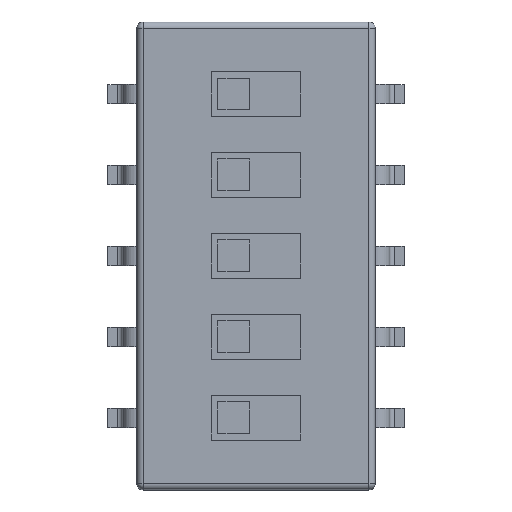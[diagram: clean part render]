
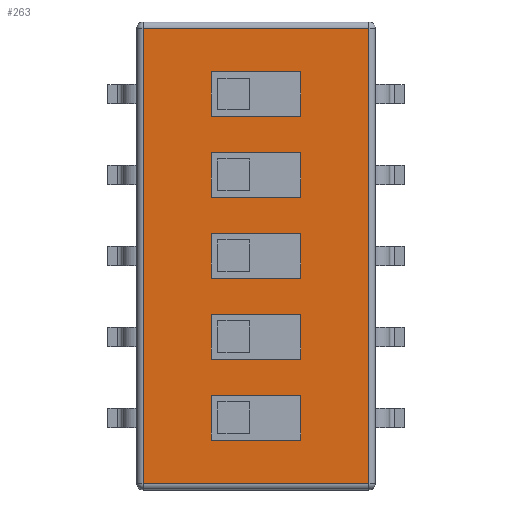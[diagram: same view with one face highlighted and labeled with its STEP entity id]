
A CAD part, top view. The second image highlights one B-rep face of the part: STEP entity #263.
In plain terms, the highlighted planar face has unit normal (0, 0, 1).
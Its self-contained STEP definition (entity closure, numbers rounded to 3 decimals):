
#13=DIRECTION('',(0.,0.,1.));
#14=DIRECTION('',(1.,0.,0.));
#81=VECTOR('',#82,1.);
#82=DIRECTION('',(0.,1.,0.));
#106=DIRECTION('',(-1.,0.,0.));
#149=VERTEX_POINT('',#150);
#150=CARTESIAN_POINT('',(-3.545,-7.14,4.45));
#155=EDGE_CURVE('',#149,#156,#158,.T.);
#156=VERTEX_POINT('',#157);
#157=CARTESIAN_POINT('',(-3.545,7.14,4.45));
#158=LINE('',#159,#81);
#159=CARTESIAN_POINT('',(-3.545,-7.34,4.45));
#219=VECTOR('',#14,1.);
#263=ADVANCED_FACE('',(#264,#283,#310,#336,#362,#388),#414,.T.);
#264=FACE_BOUND('',#265,.T.);
#265=EDGE_LOOP('',(#266,#267,#273,#279));
#266=ORIENTED_EDGE('',*,*,#155,.F.);
#267=ORIENTED_EDGE('',*,*,#268,.T.);
#268=EDGE_CURVE('',#149,#269,#271,.T.);
#269=VERTEX_POINT('',#270);
#270=CARTESIAN_POINT('',(3.545,-7.14,4.45));
#271=LINE('',#272,#219);
#272=CARTESIAN_POINT('',(-3.745,-7.14,4.45));
#273=ORIENTED_EDGE('',*,*,#274,.T.);
#274=EDGE_CURVE('',#269,#275,#277,.T.);
#275=VERTEX_POINT('',#276);
#276=CARTESIAN_POINT('',(3.545,7.14,4.45));
#277=LINE('',#278,#81);
#278=CARTESIAN_POINT('',(3.545,-7.34,4.45));
#279=ORIENTED_EDGE('',*,*,#280,.F.);
#280=EDGE_CURVE('',#156,#275,#281,.T.);
#281=LINE('',#282,#219);
#282=CARTESIAN_POINT('',(-3.745,7.14,4.45));
#283=FACE_BOUND('',#284,.T.);
#284=EDGE_LOOP('',(#285,#294,#300,#306));
#285=ORIENTED_EDGE('',*,*,#286,.T.);
#286=EDGE_CURVE('',#287,#289,#291,.T.);
#287=VERTEX_POINT('',#288);
#288=CARTESIAN_POINT('',(1.4,-5.78,4.45));
#289=VERTEX_POINT('',#290);
#290=CARTESIAN_POINT('',(-1.4,-5.78,4.45));
#291=LINE('',#292,#293);
#292=CARTESIAN_POINT('',(-2.573,-5.78,4.45));
#293=VECTOR('',#106,1.);
#294=ORIENTED_EDGE('',*,*,#295,.T.);
#295=EDGE_CURVE('',#289,#296,#298,.T.);
#296=VERTEX_POINT('',#297);
#297=CARTESIAN_POINT('',(-1.4,-4.38,4.45));
#298=LINE('',#299,#81);
#299=CARTESIAN_POINT('',(-1.4,-6.56,4.45));
#300=ORIENTED_EDGE('',*,*,#301,.F.);
#301=EDGE_CURVE('',#302,#296,#304,.T.);
#302=VERTEX_POINT('',#303);
#303=CARTESIAN_POINT('',(1.4,-4.38,4.45));
#304=LINE('',#305,#293);
#305=CARTESIAN_POINT('',(-2.573,-4.38,4.45));
#306=ORIENTED_EDGE('',*,*,#307,.F.);
#307=EDGE_CURVE('',#287,#302,#308,.T.);
#308=LINE('',#309,#81);
#309=CARTESIAN_POINT('',(1.4,-6.56,4.45));
#310=FACE_BOUND('',#311,.T.);
#311=EDGE_LOOP('',(#312,#320,#326,#332));
#312=ORIENTED_EDGE('',*,*,#313,.T.);
#313=EDGE_CURVE('',#314,#316,#318,.T.);
#314=VERTEX_POINT('',#315);
#315=CARTESIAN_POINT('',(1.4,-3.24,4.45));
#316=VERTEX_POINT('',#317);
#317=CARTESIAN_POINT('',(-1.4,-3.24,4.45));
#318=LINE('',#319,#293);
#319=CARTESIAN_POINT('',(-2.573,-3.24,4.45));
#320=ORIENTED_EDGE('',*,*,#321,.T.);
#321=EDGE_CURVE('',#316,#322,#324,.T.);
#322=VERTEX_POINT('',#323);
#323=CARTESIAN_POINT('',(-1.4,-1.84,4.45));
#324=LINE('',#325,#81);
#325=CARTESIAN_POINT('',(-1.4,-5.29,4.45));
#326=ORIENTED_EDGE('',*,*,#327,.F.);
#327=EDGE_CURVE('',#328,#322,#330,.T.);
#328=VERTEX_POINT('',#329);
#329=CARTESIAN_POINT('',(1.4,-1.84,4.45));
#330=LINE('',#331,#293);
#331=CARTESIAN_POINT('',(-2.573,-1.84,4.45));
#332=ORIENTED_EDGE('',*,*,#333,.F.);
#333=EDGE_CURVE('',#314,#328,#334,.T.);
#334=LINE('',#335,#81);
#335=CARTESIAN_POINT('',(1.4,-5.29,4.45));
#336=FACE_BOUND('',#337,.T.);
#337=EDGE_LOOP('',(#338,#346,#352,#358));
#338=ORIENTED_EDGE('',*,*,#339,.T.);
#339=EDGE_CURVE('',#340,#342,#344,.T.);
#340=VERTEX_POINT('',#341);
#341=CARTESIAN_POINT('',(1.4,-0.7,4.45));
#342=VERTEX_POINT('',#343);
#343=CARTESIAN_POINT('',(-1.4,-0.7,4.45));
#344=LINE('',#345,#293);
#345=CARTESIAN_POINT('',(-2.573,-0.7,4.45));
#346=ORIENTED_EDGE('',*,*,#347,.T.);
#347=EDGE_CURVE('',#342,#348,#350,.T.);
#348=VERTEX_POINT('',#349);
#349=CARTESIAN_POINT('',(-1.4,0.7,4.45));
#350=LINE('',#351,#81);
#351=CARTESIAN_POINT('',(-1.4,-4.02,4.45));
#352=ORIENTED_EDGE('',*,*,#353,.F.);
#353=EDGE_CURVE('',#354,#348,#356,.T.);
#354=VERTEX_POINT('',#355);
#355=CARTESIAN_POINT('',(1.4,0.7,4.45));
#356=LINE('',#357,#293);
#357=CARTESIAN_POINT('',(-2.573,0.7,4.45));
#358=ORIENTED_EDGE('',*,*,#359,.F.);
#359=EDGE_CURVE('',#340,#354,#360,.T.);
#360=LINE('',#361,#81);
#361=CARTESIAN_POINT('',(1.4,-4.02,4.45));
#362=FACE_BOUND('',#363,.T.);
#363=EDGE_LOOP('',(#364,#372,#378,#384));
#364=ORIENTED_EDGE('',*,*,#365,.T.);
#365=EDGE_CURVE('',#366,#368,#370,.T.);
#366=VERTEX_POINT('',#367);
#367=CARTESIAN_POINT('',(1.4,1.84,4.45));
#368=VERTEX_POINT('',#369);
#369=CARTESIAN_POINT('',(-1.4,1.84,4.45));
#370=LINE('',#371,#293);
#371=CARTESIAN_POINT('',(-2.573,1.84,4.45));
#372=ORIENTED_EDGE('',*,*,#373,.T.);
#373=EDGE_CURVE('',#368,#374,#376,.T.);
#374=VERTEX_POINT('',#375);
#375=CARTESIAN_POINT('',(-1.4,3.24,4.45));
#376=LINE('',#377,#81);
#377=CARTESIAN_POINT('',(-1.4,-2.75,4.45));
#378=ORIENTED_EDGE('',*,*,#379,.F.);
#379=EDGE_CURVE('',#380,#374,#382,.T.);
#380=VERTEX_POINT('',#381);
#381=CARTESIAN_POINT('',(1.4,3.24,4.45));
#382=LINE('',#383,#293);
#383=CARTESIAN_POINT('',(-2.573,3.24,4.45));
#384=ORIENTED_EDGE('',*,*,#385,.F.);
#385=EDGE_CURVE('',#366,#380,#386,.T.);
#386=LINE('',#387,#81);
#387=CARTESIAN_POINT('',(1.4,-2.75,4.45));
#388=FACE_BOUND('',#389,.T.);
#389=EDGE_LOOP('',(#390,#398,#404,#410));
#390=ORIENTED_EDGE('',*,*,#391,.T.);
#391=EDGE_CURVE('',#392,#394,#396,.T.);
#392=VERTEX_POINT('',#393);
#393=CARTESIAN_POINT('',(1.4,4.38,4.45));
#394=VERTEX_POINT('',#395);
#395=CARTESIAN_POINT('',(-1.4,4.38,4.45));
#396=LINE('',#397,#293);
#397=CARTESIAN_POINT('',(-2.573,4.38,4.45));
#398=ORIENTED_EDGE('',*,*,#399,.T.);
#399=EDGE_CURVE('',#394,#400,#402,.T.);
#400=VERTEX_POINT('',#401);
#401=CARTESIAN_POINT('',(-1.4,5.78,4.45));
#402=LINE('',#403,#81);
#403=CARTESIAN_POINT('',(-1.4,-1.48,4.45));
#404=ORIENTED_EDGE('',*,*,#405,.F.);
#405=EDGE_CURVE('',#406,#400,#408,.T.);
#406=VERTEX_POINT('',#407);
#407=CARTESIAN_POINT('',(1.4,5.78,4.45));
#408=LINE('',#409,#293);
#409=CARTESIAN_POINT('',(-2.573,5.78,4.45));
#410=ORIENTED_EDGE('',*,*,#411,.F.);
#411=EDGE_CURVE('',#392,#406,#412,.T.);
#412=LINE('',#413,#81);
#413=CARTESIAN_POINT('',(1.4,-1.48,4.45));
#414=PLANE('',#415);
#415=AXIS2_PLACEMENT_3D('',#416,#13,#14);
#416=CARTESIAN_POINT('',(-3.745,-7.34,4.45));
